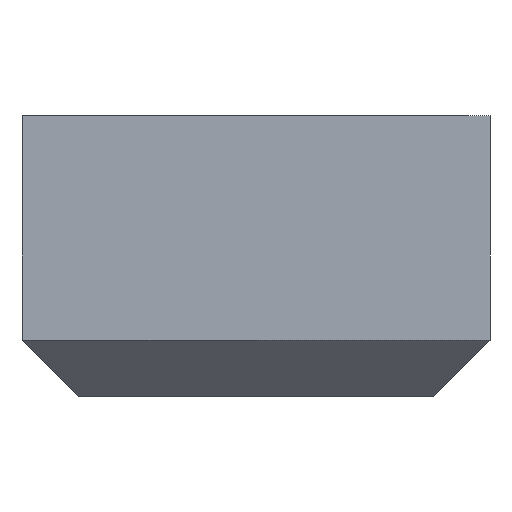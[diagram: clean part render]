
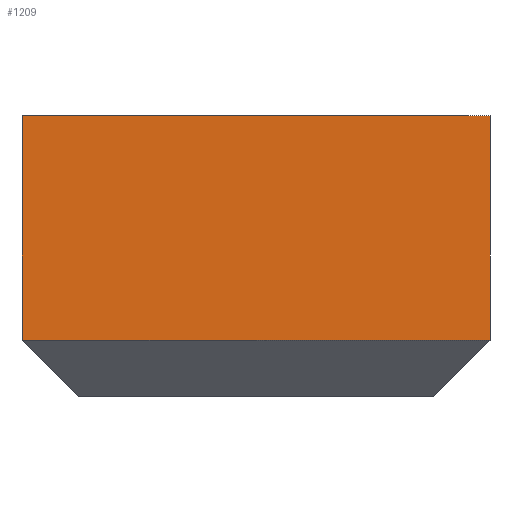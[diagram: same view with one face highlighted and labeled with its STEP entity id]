
A CAD part, front view. The second image highlights one B-rep face of the part: STEP entity #1209.
In plain terms, the highlighted planar face has unit normal (0, -1, 0).
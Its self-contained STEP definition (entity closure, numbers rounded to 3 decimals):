
#143=FACE_OUTER_BOUND('',#225,.T.);
#225=EDGE_LOOP('',(#1086,#1087,#1088,#1089));
#234=LINE('',#1677,#366);
#244=LINE('',#1700,#376);
#354=LINE('',#1988,#486);
#358=LINE('',#1997,#490);
#366=VECTOR('',#1340,10.);
#376=VECTOR('',#1360,10.);
#486=VECTOR('',#1640,10.);
#490=VECTOR('',#1654,10.);
#491=VERTEX_POINT('',#1661);
#497=VERTEX_POINT('',#1676);
#505=VERTEX_POINT('',#1699);
#598=VERTEX_POINT('',#1987);
#606=EDGE_CURVE('',#497,#491,#234,.T.);
#618=EDGE_CURVE('',#491,#505,#244,.T.);
#758=EDGE_CURVE('',#505,#598,#354,.T.);
#762=EDGE_CURVE('',#497,#598,#358,.T.);
#1086=ORIENTED_EDGE('',*,*,#606,.F.);
#1087=ORIENTED_EDGE('',*,*,#762,.T.);
#1088=ORIENTED_EDGE('',*,*,#758,.F.);
#1089=ORIENTED_EDGE('',*,*,#618,.F.);
#1141=PLANE('',#1323);
#1209=ADVANCED_FACE('',(#143),#1141,.T.);
#1323=AXIS2_PLACEMENT_3D('',#1998,#1655,#1656);
#1340=DIRECTION('',(-1.,0.,0.));
#1360=DIRECTION('',(0.,0.,1.));
#1640=DIRECTION('',(1.,0.,0.));
#1654=DIRECTION('',(0.,0.,1.));
#1655=DIRECTION('center_axis',(0.,-1.,0.));
#1656=DIRECTION('ref_axis',(1.,0.,0.));
#1661=CARTESIAN_POINT('',(0.,0.,3.));
#1676=CARTESIAN_POINT('',(25.,0.,3.));
#1677=CARTESIAN_POINT('',(6.25,0.,3.));
#1699=CARTESIAN_POINT('',(0.,0.,15.));
#1700=CARTESIAN_POINT('',(0.,0.,0.));
#1987=CARTESIAN_POINT('',(25.,0.,15.));
#1988=CARTESIAN_POINT('',(18.75,0.,15.));
#1997=CARTESIAN_POINT('',(25.,0.,0.));
#1998=CARTESIAN_POINT('Origin',(0.,0.,0.));
